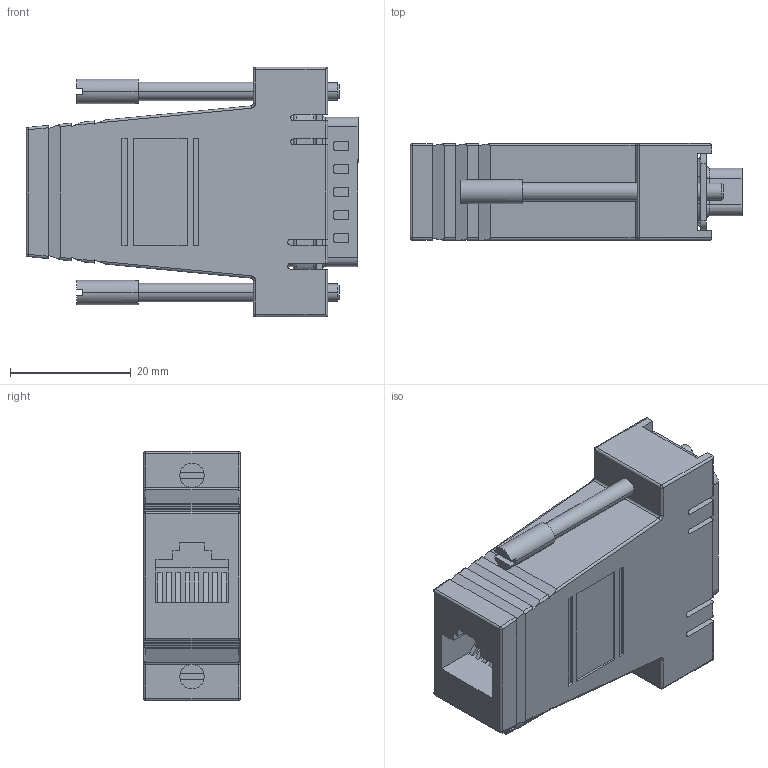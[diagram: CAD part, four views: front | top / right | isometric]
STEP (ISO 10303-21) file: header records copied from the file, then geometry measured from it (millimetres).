
FILE_DESCRIPTION (( 'STEP AP203' ), '1' );
FILE_NAME ('RA158M.STEP', '2006-06-23T20:12:04', ( 'lcom' ), ( 'lcom' ), 'SwSTEP 2.0', 'SolidWorks 2006004', '' );
FILE_SCHEMA (( 'CONFIG_CONTROL_DESIGN' ));
Length unit declared in the file: inch
Products named in the file (5): RA158M; MA2_CSMN9 Screw; CRIMP&POKE M; C&P15M; RA158M-MA1
Assembly tree (19 placements, depth 2):
  RA158M
    CRIMP&POKE M  x15
    MA2_CSMN9 Screw  x2
    C&P15M
    RA158M-MA1
Bounding box: 54.95 x 16 x 41.27 mm (x, y, z)
Volume: 15733.7 mm3; surface area: 13735 mm2
Topology: 19 solids, 19 shells, 884 faces, 2113 edges, 1354 vertices
Faces by surface type: plane 415, cylinder 380, cone 34, torus 24, sphere 23, bspline 8
Entity records: 20667 total; most frequent: CARTESIAN_POINT 4169, DIRECTION 3286, ORIENTED_EDGE 3174, EDGE_CURVE 1587, AXIS2_PLACEMENT_3D 1110, VECTOR 1066, LINE 1066, VERTEX_POINT 1033
